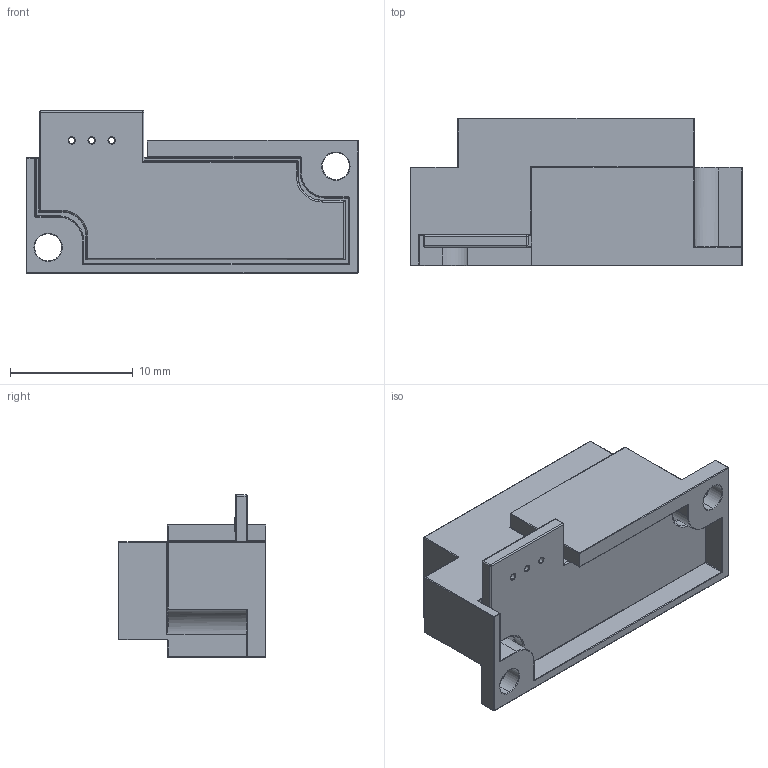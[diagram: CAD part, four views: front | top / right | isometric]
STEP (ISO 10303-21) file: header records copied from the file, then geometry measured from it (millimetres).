
FILE_DESCRIPTION (( 'STEP AP214' ), '1' );
FILE_NAME ('User Library-GP2Y0A51SK0F.STEP', '2018-07-05T17:55:23', ( '' ), ( '' ), 'SwSTEP 2.0', 'SolidWorks 2018', '' );
FILE_SCHEMA (( 'AUTOMOTIVE_DESIGN' ));
Length unit declared in the file: millimetre
Products named in the file (1): User Library-GP2Y0A51SK0F
Bounding box: 27 x 12 x 13.2 mm (x, y, z)
Volume: 2261.8 mm3; surface area: 1725.8 mm2
Topology: 1 solids, 1 shells, 415 faces, 976 edges, 513 vertices
Faces by surface type: cylinder 163, torus 87, bspline 72, plane 61, sphere 32
Entity records: 13459 total; most frequent: CARTESIAN_POINT 4635, DIRECTION 1918, ORIENTED_EDGE 1828, EDGE_CURVE 914, AXIS2_PLACEMENT_3D 803, VERTEX_POINT 507, CIRCLE 459, EDGE_LOOP 431
